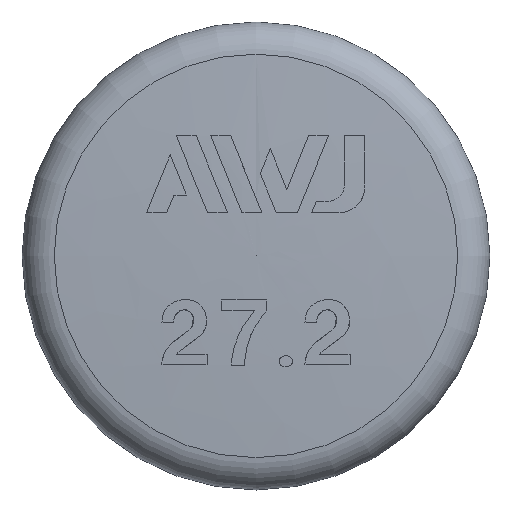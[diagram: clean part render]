
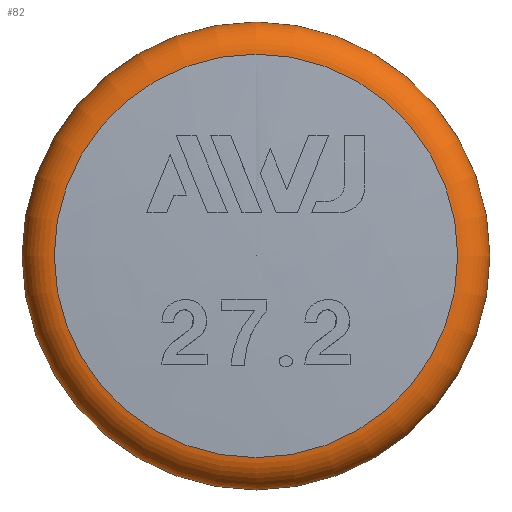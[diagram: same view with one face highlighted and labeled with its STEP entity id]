
A CAD part, top view. The second image highlights one B-rep face of the part: STEP entity #82.
In plain terms, the highlighted toroidal (fillet/blend) face has major radius 11.6 mm and minor radius 2 mm.
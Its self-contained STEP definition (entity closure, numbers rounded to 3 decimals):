
#82 = ADVANCED_FACE( '', ( #182, #183 ), #184, .T. );
#182 = FACE_OUTER_BOUND( '', #436, .T. );
#183 = FACE_OUTER_BOUND( '', #437, .T. );
#184 = TOROIDAL_SURFACE( '', #438, 11.6, 2. );
#436 = EDGE_LOOP( '', ( #883 ) );
#437 = EDGE_LOOP( '', ( #884 ) );
#438 = AXIS2_PLACEMENT_3D( '', #885, #886, #887 );
#883 = ORIENTED_EDGE( '', *, *, #1469, .F. );
#884 = ORIENTED_EDGE( '', *, *, #1431, .T. );
#885 = CARTESIAN_POINT( '', ( 0., 0., 24.634 ) );
#886 = DIRECTION( '', ( 0., 0., -1. ) );
#887 = DIRECTION( '', ( 0., 1., 0. ) );
#1431 = EDGE_CURVE( '', #1619, #1619, #1620, .T. );
#1469 = EDGE_CURVE( '', #1690, #1690, #1691, .T. );
#1619 = VERTEX_POINT( '', #2069 );
#1620 = CIRCLE( '', #2070, 11.728 );
#1690 = VERTEX_POINT( '', #2368 );
#1691 = CIRCLE( '', #2369, 13.6 );
#2069 = CARTESIAN_POINT( '', ( 0., 11.728, 26.63 ) );
#2070 = AXIS2_PLACEMENT_3D( '', #2932, #2933, #2934 );
#2368 = CARTESIAN_POINT( '', ( 0., 13.6, 24.634 ) );
#2369 = AXIS2_PLACEMENT_3D( '', #2940, #2941, #2942 );
#2932 = CARTESIAN_POINT( '', ( 0., 0., 26.63 ) );
#2933 = DIRECTION( '', ( 0., 0., -1. ) );
#2934 = DIRECTION( '', ( 0., 1., 0. ) );
#2940 = CARTESIAN_POINT( '', ( 0., 0., 24.634 ) );
#2941 = DIRECTION( '', ( 0., 0., -1. ) );
#2942 = DIRECTION( '', ( 0., 1., 0. ) );
